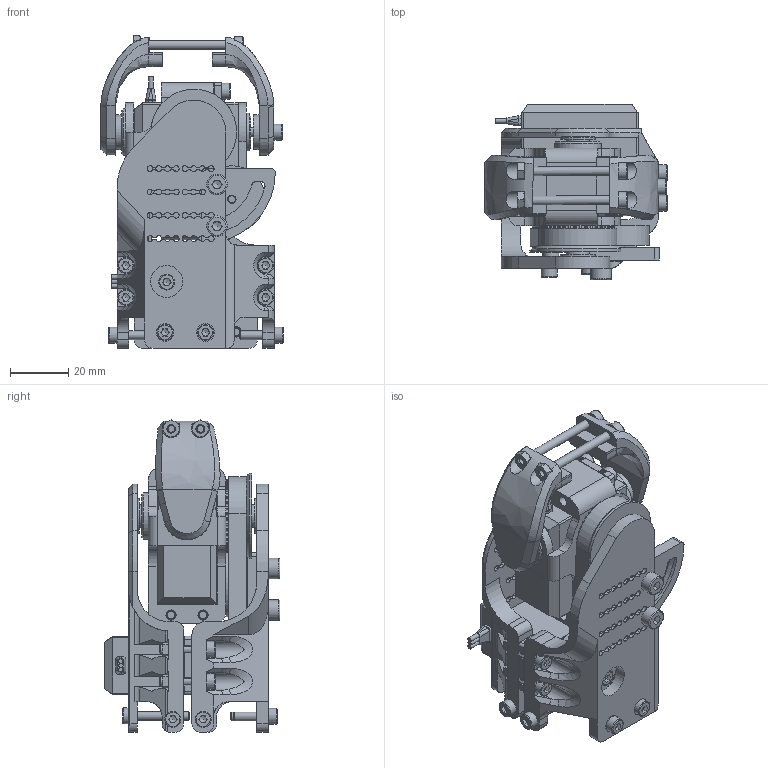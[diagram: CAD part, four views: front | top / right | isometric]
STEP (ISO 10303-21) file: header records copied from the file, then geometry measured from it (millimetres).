
FILE_DESCRIPTION(/* description */ ('STEP AP242','CAx-IF Rec.Pracs.---Representation and Presentation of Product Manufacturing Information (PMI)---4.0---2014-10-13','CAx-IF Rec.Pracs.---3D Tessellated Geometry---0.4---2014-09-14','2;1'),/* implementation_level */ '2;1');
FILE_NAME(/* name */ '661921f5055bfe44920f2c56',/* time_stamp */ '2024-04-12T11:58:48Z',/* author */ (''),/* organization */ (''),/* preprocessor_version */ 'ST-DEVELOPER v20',/* originating_system */ ' ',/* authorisation */ ' ');
FILE_SCHEMA (('AP242_MANAGED_MODEL_BASED_3D_ENGINEERING_MIM_LF { 1 0 10303 442 1 1 4 }'));
Products named in the file (24): Wrist; Hex socket head cap screw M3x0.50 x 12; Hex nut style 1 grade A & B M3x0.5; Hex socket head cap screw M3x0.50 x 30; Component80; Component72; Hex socket head cap screw M3x0.50 x 20; Component77; Component73; Component78; Hex socket head cap screw M4x0.70 x 6; NewWrist v27; Hex socket head cap screw M3x0.50 x 16; Component76; Component79; Component75; Hex socket head cap screw M3x0.50 x 6
Assembly tree (48 placements, depth 2):
  Wrist
    Hex socket head cap screw M3x0.50 x 12  x8
    Hex nut style 1 grade A & B M3x0.5  x8
    Hex socket head cap screw M3x0.50 x 30  x2
    Component80
    Component72
    Hex socket head cap screw M3x0.50 x 20  x3
    Component77
    Component73
    Component73
    Component78
    Component80
    Hex socket head cap screw M4x0.70 x 6  x2
    NewWrist v27
    Hex socket head cap screw M3x0.50 x 16  x8
    Component76
    NewWrist v27
    Component73
    Component79
    Component80
    NewWrist v27
    Component75
    Hex socket head cap screw M3x0.50 x 6
    Component80
Bounding box: 62.61 x 60.4 x 107.42 mm (x, y, z)
Volume: 127051.1 mm3; surface area: 65615.4 mm2
Topology: 48 solids, 48 shells, 2296 faces, 5976 edges, 3838 vertices
Faces by surface type: plane 1007, cylinder 900, cone 207, bspline 102, torus 72, sphere 8
Full cylindrical faces by diameter (mm): 2.459 x8, 2.9 x2, 3 x23, 3.5 x29, 3.6 x1, 4 x2, 4.5 x3, 5.5 x22, 5.7 x1, 5.8 x1, 6 x7, 7 x2, 7.7 x1, 7.9 x2, 8 x3, 10 x2, 11 x3, 12 x4, 13 x2, 14.425 x2, 16 x3, 16.2 x1, 16.3 x1, 16.4 x1, 23 x1, 29.449 x1
Entity records: 60535 total; most frequent: CARTESIAN_POINT 15843, DIRECTION 9379, ORIENTED_EDGE 9066, EDGE_CURVE 4533, AXIS2_PLACEMENT_3D 3486, VERTEX_POINT 3051, LINE 2407, VECTOR 2407
